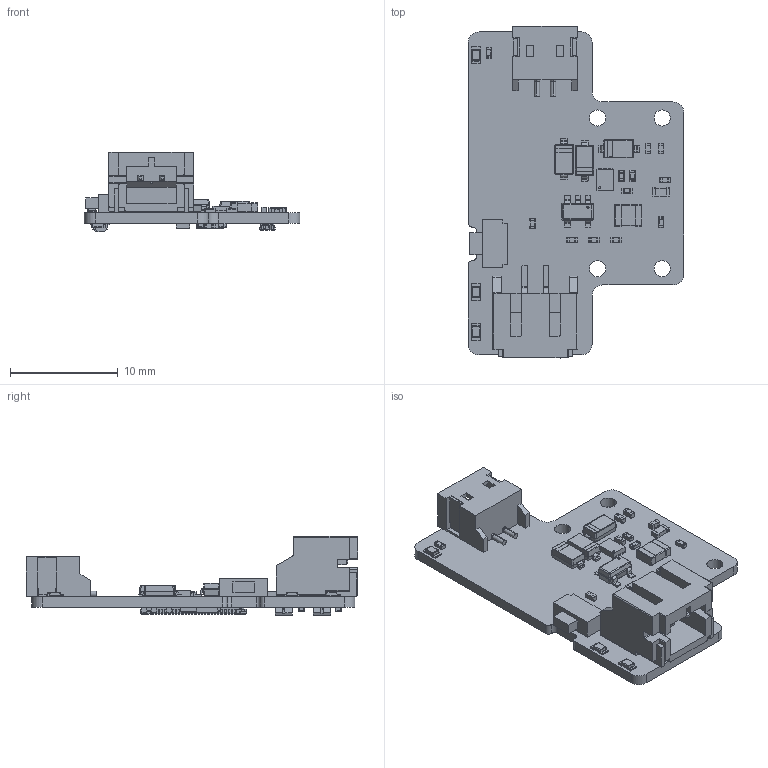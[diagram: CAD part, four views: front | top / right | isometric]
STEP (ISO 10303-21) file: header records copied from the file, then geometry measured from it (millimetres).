
FILE_DESCRIPTION(/* description */ ('PCB Design'),/* implementation_level */ '2;1');
FILE_NAME(/* name */ 'RAK19013_VA_2022_0429_1_3D',/* time_stamp */ '2022-04-29T01:33:04+08:00',/* author */ (''),/* organization */ (''),/* preprocessor_version */ 'ST-DEVELOPER v16',/* originating_system */ 'allegro_17.4S012',/* authorisation */ '');
FILE_SCHEMA (('AUTOMOTIVE_DESIGN { 1 0 10303 214 3 1 1 }'));
Products named in the file (34): RAK19013_VA_2022_0429_1_3D; BOARD_OUTLINE; COMPONENTS; PH-2A-WT; 1_5-2A-WT; SOT-416; TSW4-RG_1; BTB40_2X20_4MM_M; SOD-123; SD0603-LED-B; SL1008; MBR140SF; SC0603; SC0402; SR0603; SR0805; SR0402; SOT-23-5; UTDFN-1_5X2-6L; S2B-PH-SM4-TB; S2B-ZR-SM4A; User Library-SOT-416; TS-1806B; BTB40-2X20-4MM-M; LED0603; INDUCTOR-CHIP-SM; CAP-SM-MLCC-0603[1608]; CAP-SM-MLCC-0402[1005]; User Library-Rchip; RES-SM-CHIP-0805[2012]; RES-SM-CHIP; SG-MICRO-SGM6036_[UTDFN-1_5X2-6L]
Assembly tree (56 placements, depth 4):
  RAK19013_VA_2022_0429_1_3D
    BOARD_OUTLINE
    COMPONENTS
      PH-2A-WT
        S2B-PH-SM4-TB
      1_5-2A-WT
        S2B-ZR-SM4A
      SOT-416  x2
        User Library-SOT-416
      TSW4-RG_1
        TS-1806B
      BTB40_2X20_4MM_M
        BTB40-2X20-4MM-M
      SOD-123
        SOD-123
      SD0603-LED-B  x3
        LED0603
      SL1008
        INDUCTOR-CHIP-SM
      MBR140SF  x2
        SOD-123
      SC0603
        CAP-SM-MLCC-0603[1608]
      SC0402  x9
        CAP-SM-MLCC-0402[1005]
      SR0603
        User Library-Rchip
      SR0805
        RES-SM-CHIP-0805[2012]
      SR0402  x11
        RES-SM-CHIP
      SOT-23-5
        SOT-23-5
      UTDFN-1_5X2-6L
        SG-MICRO-SGM6036_[UTDFN-1_5X2-6L]
Bounding box: 20 x 30.83 x 7.39 mm (x, y, z)
Volume: 309.3 mm3; surface area: 2005.9 mm2
Topology: 41 solids, 42 shells, 3683 faces, 9214 edges, 5529 vertices
Faces by surface type: plane 1869, cylinder 1281, torus 292, bspline 221, sphere 20
Full cylindrical faces by diameter (mm): 0.15 x1, 0.2 x2
Entity records: 81980 total; most frequent: CARTESIAN_POINT 16255, ORIENTED_EDGE 11320, DIRECTION 10834, EDGE_CURVE 5667, VECTOR 4151, LINE 4151, VERTEX_POINT 3560, AXIS2_PLACEMENT_3D 3477
